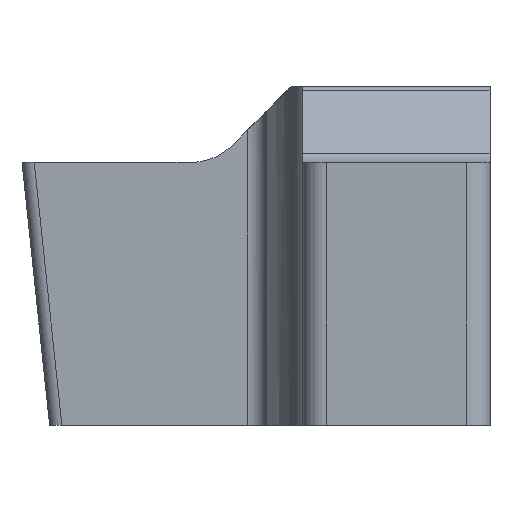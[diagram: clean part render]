
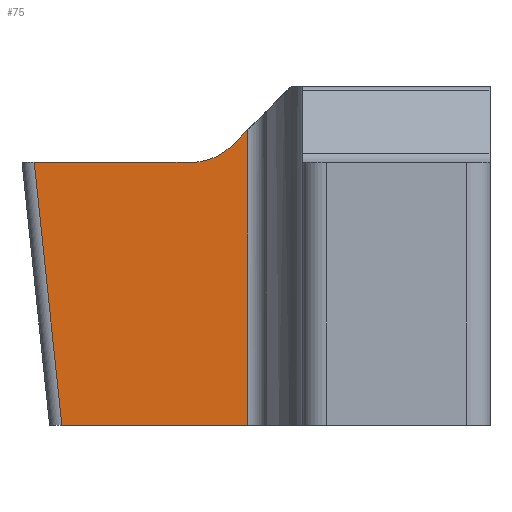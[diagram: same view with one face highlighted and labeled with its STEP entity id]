
A CAD part, front view. The second image highlights one B-rep face of the part: STEP entity #75.
In plain terms, the highlighted planar face has unit normal (0.044, -0.998, -0.044).
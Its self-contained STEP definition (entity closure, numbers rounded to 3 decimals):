
#39=ELLIPSE('',#560,1.002,1.);
#75=ADVANCED_FACE('',(#115),#99,.F.);
#99=PLANE('',#561);
#115=FACE_OUTER_BOUND('',#140,.T.);
#140=EDGE_LOOP('',(#212,#213,#214,#215,#216,#217));
#212=ORIENTED_EDGE('',*,*,#373,.F.);
#213=ORIENTED_EDGE('',*,*,#383,.T.);
#214=ORIENTED_EDGE('',*,*,#384,.T.);
#215=ORIENTED_EDGE('',*,*,#385,.T.);
#216=ORIENTED_EDGE('',*,*,#386,.T.);
#217=ORIENTED_EDGE('',*,*,#387,.T.);
#322=VERTEX_POINT('',#841);
#323=VERTEX_POINT('',#843);
#330=VERTEX_POINT('',#862);
#331=VERTEX_POINT('',#864);
#332=VERTEX_POINT('',#866);
#333=VERTEX_POINT('',#868);
#373=EDGE_CURVE('',#322,#323,#434,.T.);
#383=EDGE_CURVE('',#322,#330,#440,.T.);
#384=EDGE_CURVE('',#330,#331,#441,.T.);
#385=EDGE_CURVE('',#331,#332,#39,.T.);
#386=EDGE_CURVE('',#332,#333,#442,.T.);
#387=EDGE_CURVE('',#333,#323,#443,.T.);
#434=LINE('',#842,#481);
#440=LINE('',#861,#487);
#441=LINE('',#863,#488);
#442=LINE('',#867,#489);
#443=LINE('',#869,#490);
#481=VECTOR('',#647,1.);
#487=VECTOR('',#665,1.);
#488=VECTOR('',#666,1.);
#489=VECTOR('',#669,1.);
#490=VECTOR('',#670,1.);
#560=AXIS2_PLACEMENT_3D('',#865,#667,#668);
#561=AXIS2_PLACEMENT_3D('',#870,#671,#672);
#647=DIRECTION('',(-0.999,-0.044,0.));
#665=DIRECTION('',(0.,-0.044,0.999));
#666=DIRECTION('',(-0.707,0.,-0.707));
#667=DIRECTION('',(-0.044,0.998,0.044));
#668=DIRECTION('',(-0.705,-0.062,0.706));
#669=DIRECTION('',(-0.999,-0.044,0.));
#670=DIRECTION('',(0.104,0.048,-0.993));
#671=DIRECTION('',(-0.044,0.998,0.044));
#672=DIRECTION('',(0.,-0.044,0.999));
#841=CARTESIAN_POINT('',(-2.538,11.256,-4.495));
#842=CARTESIAN_POINT('',(-5.95,11.107,-4.495));
#843=CARTESIAN_POINT('',(-5.719,11.117,-4.495));
#861=CARTESIAN_POINT('',(-2.538,11.497,-10.001));
#862=CARTESIAN_POINT('',(-2.538,11.035,0.557));
#863=CARTESIAN_POINT('',(0.904,11.035,4.));
#864=CARTESIAN_POINT('',(-2.803,11.035,0.293));
#865=CARTESIAN_POINT('',(-3.51,10.974,1.));
#866=CARTESIAN_POINT('',(-3.51,11.017,0.));
#867=CARTESIAN_POINT('',(-3.34,11.025,0.));
#868=CARTESIAN_POINT('',(-6.191,10.9,0.));
#869=CARTESIAN_POINT('',(-5.721,11.116,-4.473));
#870=CARTESIAN_POINT('',(-5.941,10.911,0.));
